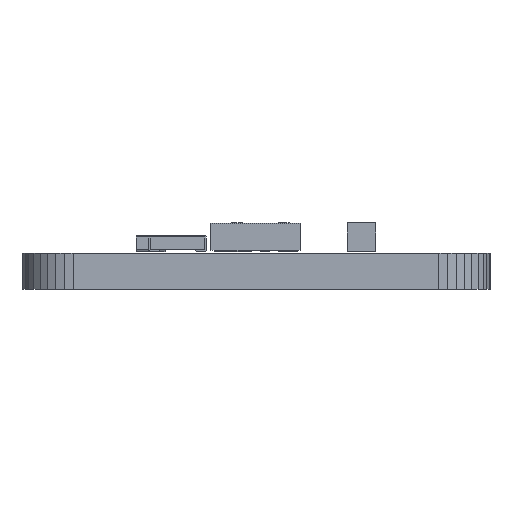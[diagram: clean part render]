
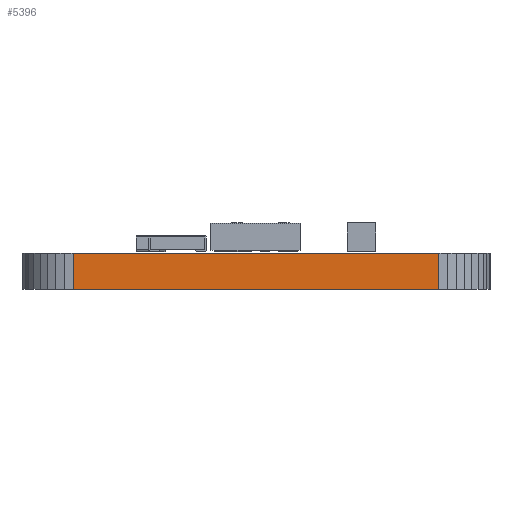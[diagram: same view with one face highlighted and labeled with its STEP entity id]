
A CAD part, left-side view. The second image highlights one B-rep face of the part: STEP entity #5396.
In plain terms, the highlighted planar face has unit normal (-1, 0, 0).
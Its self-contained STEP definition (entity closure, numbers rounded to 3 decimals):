
#4345 = VERTEX_POINT('',#4346);
#4346 = CARTESIAN_POINT('',(-9.,-5.08,0.));
#4352 = EDGE_CURVE('',#4345,#4353,#4355,.T.);
#4353 = VERTEX_POINT('',#4354);
#4354 = CARTESIAN_POINT('',(-9.,5.08,0.));
#4355 = LINE('',#4356,#4357);
#4356 = CARTESIAN_POINT('',(-9.,-5.08,0.));
#4357 = VECTOR('',#4358,1.);
#4358 = DIRECTION('',(0.,1.,0.));
#4804 = VERTEX_POINT('',#4805);
#4805 = CARTESIAN_POINT('',(-9.,-5.08,1.));
#4811 = EDGE_CURVE('',#4804,#4812,#4814,.T.);
#4812 = VERTEX_POINT('',#4813);
#4813 = CARTESIAN_POINT('',(-9.,5.08,1.));
#4814 = LINE('',#4815,#4816);
#4815 = CARTESIAN_POINT('',(-9.,-5.08,1.));
#4816 = VECTOR('',#4817,1.);
#4817 = DIRECTION('',(0.,1.,0.));
#5366 = EDGE_CURVE('',#4353,#4812,#5367,.T.);
#5367 = LINE('',#5368,#5369);
#5368 = CARTESIAN_POINT('',(-9.,5.08,0.));
#5369 = VECTOR('',#5370,1.);
#5370 = DIRECTION('',(0.,0.,1.));
#5396 = ADVANCED_FACE('',(#5397),#5408,.T.);
#5397 = FACE_BOUND('',#5398,.T.);
#5398 = EDGE_LOOP('',(#5399,#5405,#5406,#5407));
#5399 = ORIENTED_EDGE('',*,*,#5400,.T.);
#5400 = EDGE_CURVE('',#4345,#4804,#5401,.T.);
#5401 = LINE('',#5402,#5403);
#5402 = CARTESIAN_POINT('',(-9.,-5.08,0.));
#5403 = VECTOR('',#5404,1.);
#5404 = DIRECTION('',(0.,0.,1.));
#5405 = ORIENTED_EDGE('',*,*,#4811,.T.);
#5406 = ORIENTED_EDGE('',*,*,#5366,.F.);
#5407 = ORIENTED_EDGE('',*,*,#4352,.F.);
#5408 = PLANE('',#5409);
#5409 = AXIS2_PLACEMENT_3D('',#5410,#5411,#5412);
#5410 = CARTESIAN_POINT('',(-9.,-5.08,0.));
#5411 = DIRECTION('',(-1.,0.,0.));
#5412 = DIRECTION('',(0.,1.,0.));
